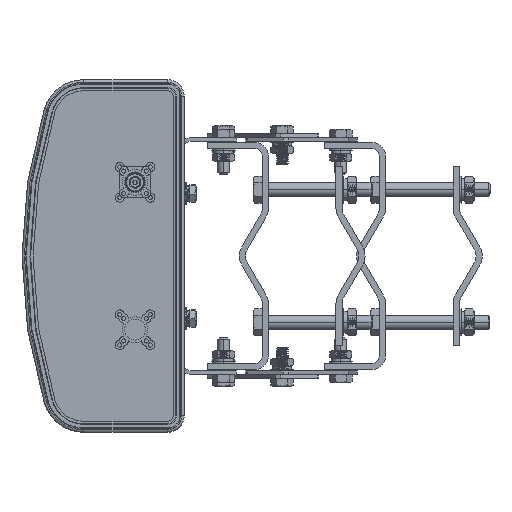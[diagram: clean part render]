
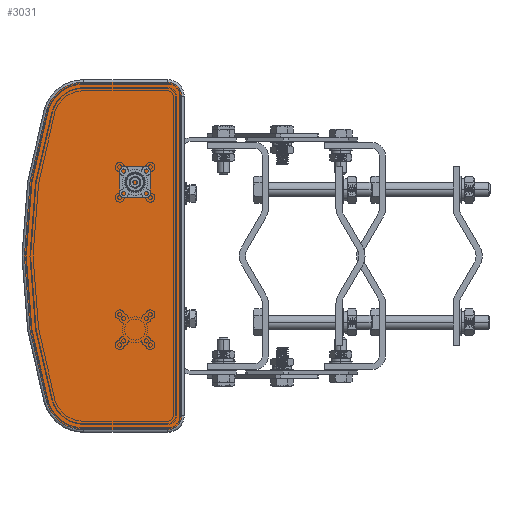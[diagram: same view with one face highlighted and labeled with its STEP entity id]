
A CAD part, left-side view. The second image highlights one B-rep face of the part: STEP entity #3031.
In plain terms, the highlighted face is planar.
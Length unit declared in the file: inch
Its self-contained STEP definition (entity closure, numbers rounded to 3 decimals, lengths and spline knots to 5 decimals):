
#3031 = ADVANCED_FACE ( 'NONE', ( #112028 ), #27184, .F. ) ;
#4160 = AXIS2_PLACEMENT_3D ( 'NONE', #56896, #137333, #193020 ) ;
#4375 = CARTESIAN_POINT ( 'NONE',  ( 0., 0.07874, 0. ) ) ;
#4915 = AXIS2_PLACEMENT_3D ( 'NONE', #74162, #209221, #58513 ) ;
#12306 = DIRECTION ( 'NONE',  ( 0., 0., 1. ) ) ;
#15017 = VERTEX_POINT ( 'NONE', #92147 ) ;
#17033 = ORIENTED_EDGE ( 'NONE', *, *, #47267, .F. ) ;
#17252 = CARTESIAN_POINT ( 'NONE',  ( -5.57087, 3.21931, 0. ) ) ;
#18758 = CARTESIAN_POINT ( 'NONE',  ( -5.57087, 0., 0. ) ) ;
#27184 = PLANE ( 'NONE',  #4915 ) ;
#27985 = VERTEX_POINT ( 'NONE', #164115 ) ;
#29635 = CIRCLE ( 'NONE', #118880, 1.24016 ) ;
#33950 = DIRECTION ( 'NONE',  ( 0., 0., 1. ) ) ;
#36697 = VECTOR ( 'NONE', #171816, 39.37008 ) ;
#40178 = AXIS2_PLACEMENT_3D ( 'NONE', #147342, #12306, #93835 ) ;
#43763 = EDGE_CURVE ( 'NONE', #173208, #166345, #196930, .T. ) ;
#47267 = EDGE_CURVE ( 'NONE', #149046, #27985, #155091, .T. ) ;
#51325 = CIRCLE ( 'NONE', #126151, 0.45276 ) ;
#54707 = EDGE_CURVE ( 'NONE', #181911, #149046, #94177, .T. ) ;
#56896 = CARTESIAN_POINT ( 'NONE',  ( 0., -10.68898, 0. ) ) ;
#58513 = DIRECTION ( 'NONE',  ( 1., 0., 0. ) ) ;
#61579 = CARTESIAN_POINT ( 'NONE',  ( 5.57087, 0.5315, 0. ) ) ;
#65568 = ORIENTED_EDGE ( 'NONE', *, *, #43763, .F. ) ;
#66718 = CARTESIAN_POINT ( 'NONE',  ( 5.57087, 0., 0. ) ) ;
#67119 = CARTESIAN_POINT ( 'NONE',  ( -4.33071, 3.21931, 0. ) ) ;
#70558 = CARTESIAN_POINT ( 'NONE',  ( 5.57087, 3.21931, 0. ) ) ;
#73539 = CARTESIAN_POINT ( 'NONE',  ( 4.6994, 4.40339, 0. ) ) ;
#74162 = CARTESIAN_POINT ( 'NONE',  ( 0., 0., 0. ) ) ;
#84662 = LINE ( 'NONE', #18758, #164417 ) ;
#90905 = DIRECTION ( 'NONE',  ( 0., 0., 1. ) ) ;
#92147 = CARTESIAN_POINT ( 'NONE',  ( -4.6994, 4.40339, 0. ) ) ;
#93835 = DIRECTION ( 'NONE',  ( 1., 0., 0. ) ) ;
#94177 = CIRCLE ( 'NONE', #129686, 0.45276 ) ;
#97999 = DIRECTION ( 'NONE',  ( 0., 1., 0. ) ) ;
#98237 = CARTESIAN_POINT ( 'NONE',  ( -5.57087, 0.5315, 0. ) ) ;
#100194 = EDGE_CURVE ( 'NONE', #160380, #181911, #84662, .T. ) ;
#100940 = CARTESIAN_POINT ( 'NONE',  ( -5.11811, 0.5315, 0. ) ) ;
#110900 = DIRECTION ( 'NONE',  ( 1., 0., 0. ) ) ;
#112028 = FACE_OUTER_BOUND ( 'NONE', #112484, .T. ) ;
#112484 = EDGE_LOOP ( 'NONE', ( #140764, #17033, #213574, #156498, #134751, #193595, #65568, #121291 ) ) ;
#114344 = EDGE_CURVE ( 'NONE', #166345, #15017, #139598, .T. ) ;
#115840 = LINE ( 'NONE', #66718, #153697 ) ;
#118880 = AXIS2_PLACEMENT_3D ( 'NONE', #67119, #215584, #150804 ) ;
#121291 = ORIENTED_EDGE ( 'NONE', *, *, #176575, .F. ) ;
#125450 = CARTESIAN_POINT ( 'NONE',  ( 5.11811, 0.5315, 0. ) ) ;
#126151 = AXIS2_PLACEMENT_3D ( 'NONE', #125450, #90905, #110900 ) ;
#129686 = AXIS2_PLACEMENT_3D ( 'NONE', #100940, #33950, #152260 ) ;
#130018 = EDGE_CURVE ( 'NONE', #15017, #160380, #29635, .T. ) ;
#133612 = VERTEX_POINT ( 'NONE', #61579 ) ;
#134751 = ORIENTED_EDGE ( 'NONE', *, *, #130018, .F. ) ;
#137333 = DIRECTION ( 'NONE',  ( 0., 0., 1. ) ) ;
#139598 = CIRCLE ( 'NONE', #4160, 15.80709 ) ;
#140764 = ORIENTED_EDGE ( 'NONE', *, *, #205443, .F. ) ;
#147342 = CARTESIAN_POINT ( 'NONE',  ( 4.33071, 3.21931, 0. ) ) ;
#149046 = VERTEX_POINT ( 'NONE', #220802 ) ;
#150804 = DIRECTION ( 'NONE',  ( 1., 0., 0. ) ) ;
#152260 = DIRECTION ( 'NONE',  ( 1., 0., 0. ) ) ;
#153697 = VECTOR ( 'NONE', #97999, 39.37008 ) ;
#155091 = LINE ( 'NONE', #4375, #36697 ) ;
#156498 = ORIENTED_EDGE ( 'NONE', *, *, #100194, .F. ) ;
#160380 = VERTEX_POINT ( 'NONE', #17252 ) ;
#164115 = CARTESIAN_POINT ( 'NONE',  ( 5.11811, 0.07874, 0. ) ) ;
#164417 = VECTOR ( 'NONE', #218586, 39.37008 ) ;
#166345 = VERTEX_POINT ( 'NONE', #73539 ) ;
#171816 = DIRECTION ( 'NONE',  ( 1., 0., 0. ) ) ;
#173208 = VERTEX_POINT ( 'NONE', #70558 ) ;
#176575 = EDGE_CURVE ( 'NONE', #133612, #173208, #115840, .T. ) ;
#181911 = VERTEX_POINT ( 'NONE', #98237 ) ;
#193020 = DIRECTION ( 'NONE',  ( 0., -1., 0. ) ) ;
#193595 = ORIENTED_EDGE ( 'NONE', *, *, #114344, .F. ) ;
#196930 = CIRCLE ( 'NONE', #40178, 1.24016 ) ;
#205443 = EDGE_CURVE ( 'NONE', #27985, #133612, #51325, .T. ) ;
#209221 = DIRECTION ( 'NONE',  ( 0., 0., 1. ) ) ;
#213574 = ORIENTED_EDGE ( 'NONE', *, *, #54707, .F. ) ;
#215584 = DIRECTION ( 'NONE',  ( 0., 0., 1. ) ) ;
#218586 = DIRECTION ( 'NONE',  ( 0., -1., 0. ) ) ;
#220802 = CARTESIAN_POINT ( 'NONE',  ( -5.11811, 0.07874, 0. ) ) ;
